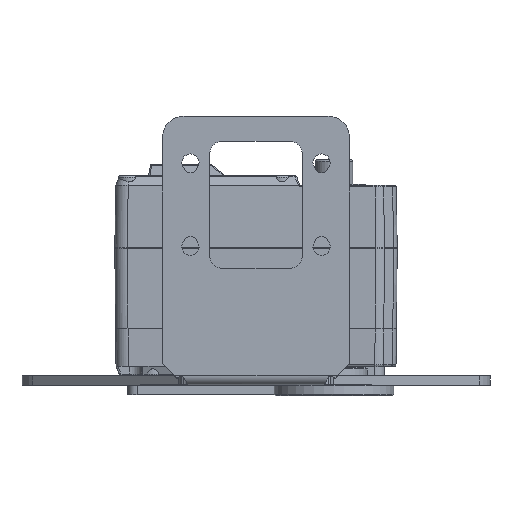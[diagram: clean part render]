
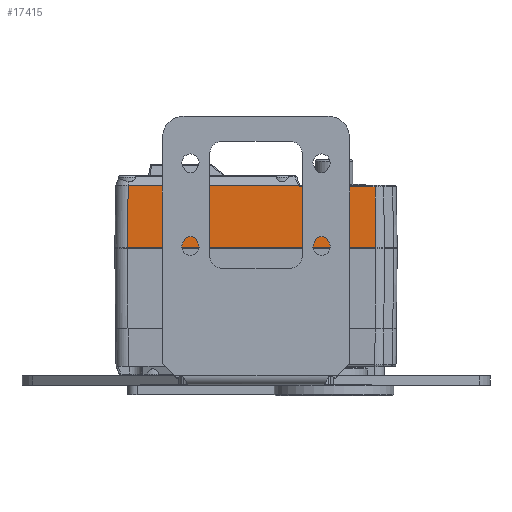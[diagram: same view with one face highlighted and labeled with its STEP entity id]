
A CAD part, top view. The second image highlights one B-rep face of the part: STEP entity #17415.
In plain terms, the highlighted planar face has unit normal (0, 0.014, 1).
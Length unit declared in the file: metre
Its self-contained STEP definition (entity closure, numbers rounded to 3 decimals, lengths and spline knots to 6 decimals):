
#153=ELLIPSE('',#18840,0.000721,0.00025);
#852=LINE('',#26867,#2262);
#957=LINE('',#27338,#2367);
#1092=LINE('',#28022,#2502);
#1109=LINE('',#28128,#2519);
#1110=LINE('',#28175,#2520);
#2262=VECTOR('',#21296,1.);
#2367=VECTOR('',#21569,1.);
#2502=VECTOR('',#22022,1.);
#2519=VECTOR('',#22085,1.);
#2520=VECTOR('',#22090,1.);
#3481=PLANE('',#18839);
#5774=ORIENTED_EDGE('',*,*,#10260,.F.);
#5775=ORIENTED_EDGE('',*,*,#10018,.T.);
#5776=ORIENTED_EDGE('',*,*,#10259,.F.);
#5777=ORIENTED_EDGE('',*,*,#9850,.T.);
#5778=ORIENTED_EDGE('',*,*,#10261,.F.);
#5779=ORIENTED_EDGE('',*,*,#10233,.T.);
#9850=EDGE_CURVE('',#12320,#12319,#852,.T.);
#10018=EDGE_CURVE('',#12455,#12454,#957,.T.);
#10233=EDGE_CURVE('',#12576,#12575,#1092,.T.);
#10259=EDGE_CURVE('',#12320,#12454,#1109,.T.);
#10260=EDGE_CURVE('',#12455,#12575,#153,.T.);
#10261=EDGE_CURVE('',#12576,#12319,#1110,.T.);
#12319=VERTEX_POINT('',#26866);
#12320=VERTEX_POINT('',#26868);
#12454=VERTEX_POINT('',#27337);
#12455=VERTEX_POINT('',#27339);
#12575=VERTEX_POINT('',#28021);
#12576=VERTEX_POINT('',#28023);
#14757=EDGE_LOOP('',(#5774,#5775,#5776,#5777,#5778,#5779));
#15919=FACE_BOUND('',#14757,.T.);
#17415=ADVANCED_FACE('',(#15919),#3481,.T.);
#18839=AXIS2_PLACEMENT_3D('',#28173,#22086,#22087);
#18840=AXIS2_PLACEMENT_3D('',#28174,#22088,#22089);
#21296=DIRECTION('',(1.,0.,0.));
#21569=DIRECTION('',(-1.,0.,0.));
#22022=DIRECTION('',(-1.,0.,0.));
#22085=DIRECTION('',(0.014,1.,-0.014));
#22086=DIRECTION('',(0.,0.014,1.));
#22087=DIRECTION('',(-1.,0.,0.));
#22088=DIRECTION('',(0.,-0.014,-1.));
#22089=DIRECTION('',(-0.37,0.929,-0.013));
#22090=DIRECTION('',(0.006,-1.,0.014));
#26866=CARTESIAN_POINT('',(-0.164262,0.080562,0.035451));
#26867=CARTESIAN_POINT('',(-0.203989,0.080562,0.035451));
#26868=CARTESIAN_POINT('',(-0.203989,0.080562,0.035451));
#27337=CARTESIAN_POINT('',(-0.20385,0.090562,0.035312));
#27338=CARTESIAN_POINT('',(-0.176572,0.090562,0.035312));
#27339=CARTESIAN_POINT('',(-0.176572,0.090562,0.035312));
#28021=CARTESIAN_POINT('',(-0.176281,0.090316,0.035315));
#28022=CARTESIAN_POINT('',(-0.164318,0.090316,0.035315));
#28023=CARTESIAN_POINT('',(-0.164318,0.090316,0.035315));
#28128=CARTESIAN_POINT('',(-0.203989,0.080562,0.035451));
#28173=CARTESIAN_POINT('',(-0.158901,0.080562,0.035451));
#28174=CARTESIAN_POINT('',(-0.176339,0.089886,0.035321));
#28175=CARTESIAN_POINT('',(-0.164318,0.090316,0.035315));
